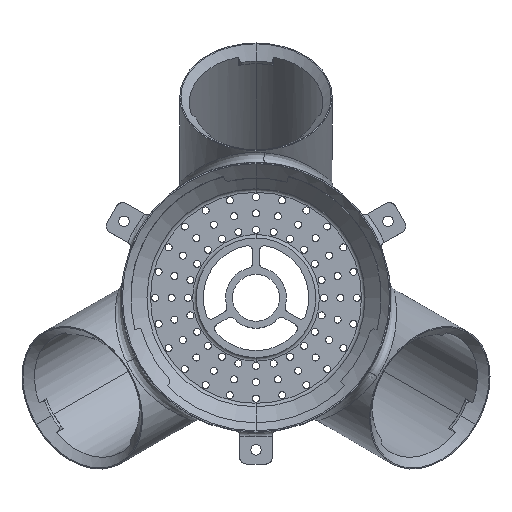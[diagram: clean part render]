
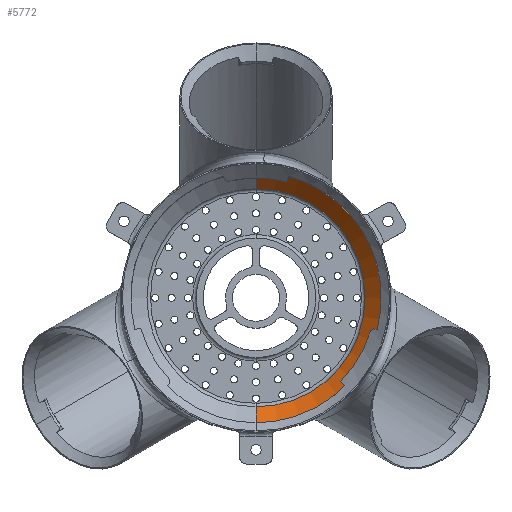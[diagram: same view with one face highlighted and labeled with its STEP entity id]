
A CAD part, top view. The second image highlights one B-rep face of the part: STEP entity #5772.
In plain terms, the highlighted conical face has half-angle 45 degrees and reference radius 53.5 mm.
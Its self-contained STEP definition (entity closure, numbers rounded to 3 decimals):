
#276 = CIRCLE ( 'NONE', #1653, 46.5 ) ;
#373 = CARTESIAN_POINT ( 'NONE',  ( 0., 0., 18. ) ) ;
#1104 = CARTESIAN_POINT ( 'NONE',  ( 0., 46.5, 11. ) ) ;
#1226 = DIRECTION ( 'NONE',  ( 0., 1., 0. ) ) ;
#1653 = AXIS2_PLACEMENT_3D ( 'NONE', #6573, #10657, #1226 ) ;
#1933 = DIRECTION ( 'NONE',  ( 0., -0.707, 0.707 ) ) ;
#2205 = EDGE_CURVE ( 'NONE', #10819, #17643, #11641, .T. ) ;
#3126 = DIRECTION ( 'NONE',  ( 0., 0., -1. ) ) ;
#3614 = CONICAL_SURFACE ( 'NONE', #11058, 53.5, 0.785 ) ;
#4186 = ORIENTED_EDGE ( 'NONE', *, *, #15982, .T. ) ;
#4576 = CARTESIAN_POINT ( 'NONE',  ( 0., -53.5, 18. ) ) ;
#4594 = ORIENTED_EDGE ( 'NONE', *, *, #13578, .T. ) ;
#4758 = AXIS2_PLACEMENT_3D ( 'NONE', #373, #3126, #17010 ) ;
#4921 = VECTOR ( 'NONE', #1933, 1000. ) ;
#5603 = CARTESIAN_POINT ( 'NONE',  ( 0., -46.5, 11. ) ) ;
#5772 = ADVANCED_FACE ( 'NONE', ( #12231 ), #3614, .F. ) ;
#6143 = CARTESIAN_POINT ( 'NONE',  ( 0., 53.5, 18. ) ) ;
#6299 = VERTEX_POINT ( 'NONE', #17496 ) ;
#6573 = CARTESIAN_POINT ( 'NONE',  ( 0., 0., 11. ) ) ;
#6758 = DIRECTION ( 'NONE',  ( 0., 0., 1. ) ) ;
#7945 = CARTESIAN_POINT ( 'NONE',  ( 0., 53.5, 18. ) ) ;
#8004 = DIRECTION ( 'NONE',  ( 0., 0.707, 0.707 ) ) ;
#9972 = CIRCLE ( 'NONE', #4758, 53.5 ) ;
#10657 = DIRECTION ( 'NONE',  ( 0., 0., -1. ) ) ;
#10819 = VERTEX_POINT ( 'NONE', #1104 ) ;
#11037 = ORIENTED_EDGE ( 'NONE', *, *, #13200, .F. ) ;
#11058 = AXIS2_PLACEMENT_3D ( 'NONE', #15008, #6758, #17510 ) ;
#11641 = LINE ( 'NONE', #7945, #17615 ) ;
#12231 = FACE_OUTER_BOUND ( 'NONE', #13762, .T. ) ;
#13186 = ORIENTED_EDGE ( 'NONE', *, *, #2205, .F. ) ;
#13200 = EDGE_CURVE ( 'NONE', #17643, #6299, #9972, .T. ) ;
#13298 = LINE ( 'NONE', #4576, #4921 ) ;
#13578 = EDGE_CURVE ( 'NONE', #10819, #14736, #276, .T. ) ;
#13762 = EDGE_LOOP ( 'NONE', ( #13186, #4594, #4186, #11037 ) ) ;
#14736 = VERTEX_POINT ( 'NONE', #5603 ) ;
#15008 = CARTESIAN_POINT ( 'NONE',  ( 0., 0., 18. ) ) ;
#15982 = EDGE_CURVE ( 'NONE', #14736, #6299, #13298, .T. ) ;
#17010 = DIRECTION ( 'NONE',  ( 0., 1., 0. ) ) ;
#17496 = CARTESIAN_POINT ( 'NONE',  ( 0., -53.5, 18. ) ) ;
#17510 = DIRECTION ( 'NONE',  ( 0., -1., 0. ) ) ;
#17615 = VECTOR ( 'NONE', #8004, 1000. ) ;
#17643 = VERTEX_POINT ( 'NONE', #6143 ) ;
